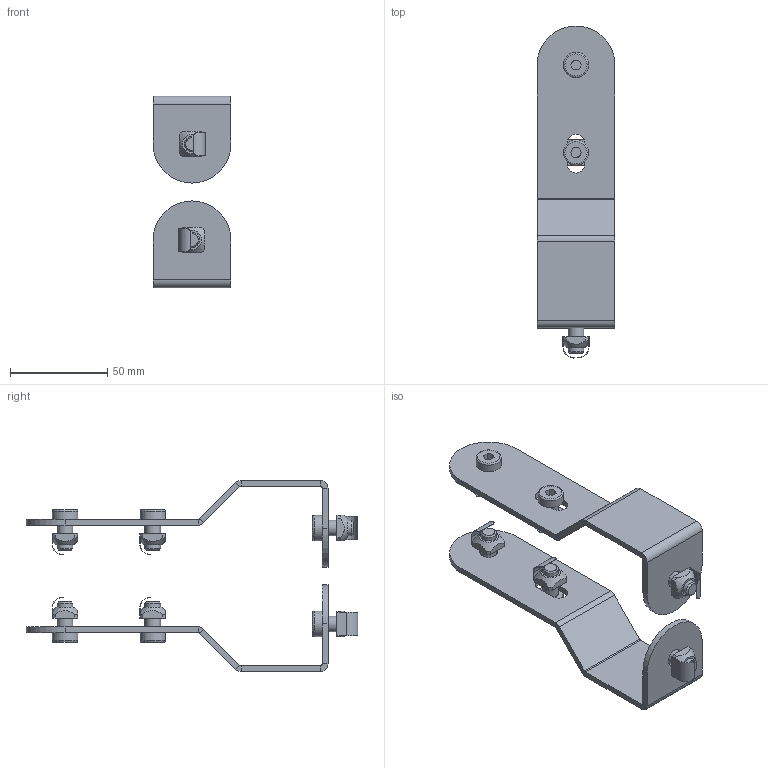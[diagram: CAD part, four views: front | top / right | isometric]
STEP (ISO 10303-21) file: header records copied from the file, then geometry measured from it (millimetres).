
FILE_DESCRIPTION(/* description */ ('Befestigungssatz Tropfrinne GKF'),/* implementation_level */ '2;1');
FILE_NAME(/* name */ '290713-0.step',/* time_stamp */ '2021-09-06T08:40:25+02:00',/* author */ ('MuellerJ'),/* organization */ (''),/* preprocessor_version */ 'ST-DEVELOPER v18.1',/* originating_system */ 'Autodesk Inventor 2021',/* authorisation */ '');
FILE_SCHEMA (('AUTOMOTIVE_DESIGN { 1 0 10303 214 3 1 1 }'));
Length unit declared in the file: millimetre
Products named in the file (4): 29-0713-0BZ.000; 29-0713-1FZ.000; leer; 21-1351-2FZ.005
Assembly tree (14 placements, depth 2):
  29-0713-0BZ.000
    29-0713-1FZ.000  x2
    leer  x6
    21-1351-2FZ.005  x6
Bounding box: 40 x 170.3 x 98.21 mm (x, y, z)
Volume: 56442.6 mm3; surface area: 43885.1 mm2
Topology: 14 solids, 14 shells, 282 faces, 696 edges, 448 vertices
Faces by surface type: plane 186, cylinder 66, cone 18, torus 12
Full cylindrical faces by diameter (mm): 8 x12, 9 x4, 13 x6
Entity records: 2283 total; most frequent: CARTESIAN_POINT 428, DIRECTION 368, ORIENTED_EDGE 334, EDGE_CURVE 167, AXIS2_PLACEMENT_3D 132, LINE 104, VECTOR 104, VERTEX_POINT 104
